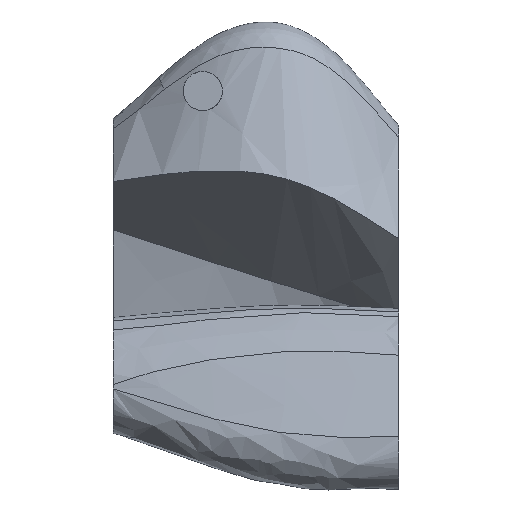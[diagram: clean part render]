
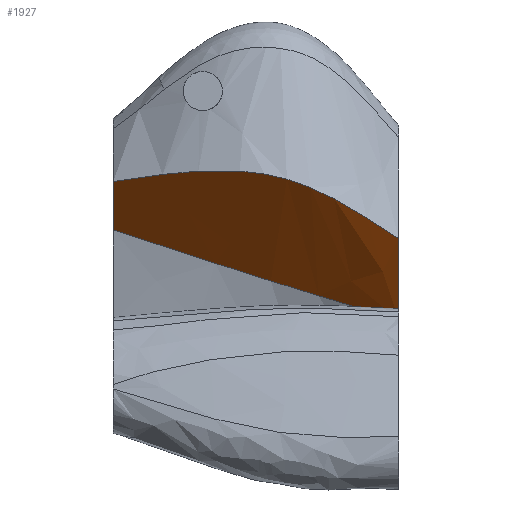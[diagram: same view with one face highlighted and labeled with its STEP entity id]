
A CAD part, left-side view. The second image highlights one B-rep face of the part: STEP entity #1927.
In plain terms, the highlighted free-form (B-spline) face has degree [1, 3] with [2, 5] control points.
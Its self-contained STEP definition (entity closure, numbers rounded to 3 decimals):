
#28 = VERTEX_POINT ( 'NONE', #1745 ) ;
#60 = CARTESIAN_POINT ( 'NONE',  ( 214.865, 2.485, -125.266 ) ) ;
#73 = VECTOR ( 'NONE', #1919, 1000. ) ;
#77 = VERTEX_POINT ( 'NONE', #937 ) ;
#105 = ORIENTED_EDGE ( 'NONE', *, *, #1605, .F. ) ;
#164 = LINE ( 'NONE', #2135, #2129 ) ;
#193 = CARTESIAN_POINT ( 'NONE',  ( 210.62, 28.651, -116.66 ) ) ;
#202 = CARTESIAN_POINT ( 'NONE',  ( 186.254, -29.087, -113.968 ) ) ;
#224 = ORIENTED_EDGE ( 'NONE', *, *, #971, .T. ) ;
#246 = B_SPLINE_SURFACE_WITH_KNOTS ( 'NONE', 1, 3, ( 
 ( #883, #193, #60, #362, #1725 ),
 ( #1553, #1227, #2063, #859, #202 ) ),
 .UNSPECIFIED., .F., .F., .F.,
 ( 2, 2 ),
 ( 4, 1, 4 ),
 ( 0., 1. ),
 ( 0., 0.573, 1. ),
 .UNSPECIFIED. ) ;
#362 = CARTESIAN_POINT ( 'NONE',  ( 206.377, -19.637, -131.812 ) ) ;
#485 = ORIENTED_EDGE ( 'NONE', *, *, #858, .T. ) ;
#511 = CARTESIAN_POINT ( 'NONE',  ( 210.62, 28.651, -116.66 ) ) ;
#552 = VERTEX_POINT ( 'NONE', #1710 ) ;
#562 = CARTESIAN_POINT ( 'NONE',  ( 186.254, -29.087, -113.968 ) ) ;
#592 = CARTESIAN_POINT ( 'NONE',  ( 172.933, 2.485, -93.123 ) ) ;
#858 = EDGE_CURVE ( 'NONE', #552, #28, #1044, .T. ) ;
#859 = CARTESIAN_POINT ( 'NONE',  ( 182.267, -19.637, -107.729 ) ) ;
#883 = CARTESIAN_POINT ( 'NONE',  ( 208.189, 43.64, -111.73 ) ) ;
#916 = CARTESIAN_POINT ( 'NONE',  ( 185.866, 28.651, -97.126 ) ) ;
#937 = CARTESIAN_POINT ( 'NONE',  ( 193.274, 43.64, -99.419 ) ) ;
#971 = EDGE_CURVE ( 'NONE', #77, #552, #164, .T. ) ;
#1044 = B_SPLINE_CURVE_WITH_KNOTS ( 'NONE', 3,
 ( #1693, #511, #1863, #1174, #1868 ),
 .UNSPECIFIED., .F., .F.,
 ( 4, 1, 4 ),
 ( 0., 0.573, 1. ),
 .UNSPECIFIED. ) ;
#1099 = DIRECTION ( 'NONE',  ( 0.771, 0., -0.637 ) ) ;
#1144 = VERTEX_POINT ( 'NONE', #1378 ) ;
#1174 = CARTESIAN_POINT ( 'NONE',  ( 206.377, -19.637, -131.812 ) ) ;
#1227 = CARTESIAN_POINT ( 'NONE',  ( 185.866, 28.651, -97.126 ) ) ;
#1228 = EDGE_LOOP ( 'NONE', ( #224, #485, #1873, #105 ) ) ;
#1245 = FACE_OUTER_BOUND ( 'NONE', #1228, .T. ) ;
#1378 = CARTESIAN_POINT ( 'NONE',  ( 186.254, -29.087, -113.968 ) ) ;
#1395 = EDGE_CURVE ( 'NONE', #1144, #28, #1572, .T. ) ;
#1553 = CARTESIAN_POINT ( 'NONE',  ( 193.274, 43.64, -99.419 ) ) ;
#1572 = LINE ( 'NONE', #562, #73 ) ;
#1605 = EDGE_CURVE ( 'NONE', #77, #1144, #1742, .T. ) ;
#1613 = CARTESIAN_POINT ( 'NONE',  ( 186.254, -29.087, -113.968 ) ) ;
#1693 = CARTESIAN_POINT ( 'NONE',  ( 208.189, 43.64, -111.73 ) ) ;
#1710 = CARTESIAN_POINT ( 'NONE',  ( 208.189, 43.64, -111.73 ) ) ;
#1725 = CARTESIAN_POINT ( 'NONE',  ( 202.751, -29.087, -134.608 ) ) ;
#1742 = B_SPLINE_CURVE_WITH_KNOTS ( 'NONE', 3,
 ( #1966, #916, #592, #2117, #1613 ),
 .UNSPECIFIED., .F., .F.,
 ( 4, 1, 4 ),
 ( 0., 0.573, 1. ),
 .UNSPECIFIED. ) ;
#1745 = CARTESIAN_POINT ( 'NONE',  ( 202.751, -29.087, -134.608 ) ) ;
#1863 = CARTESIAN_POINT ( 'NONE',  ( 214.865, 2.485, -125.266 ) ) ;
#1868 = CARTESIAN_POINT ( 'NONE',  ( 202.751, -29.087, -134.608 ) ) ;
#1873 = ORIENTED_EDGE ( 'NONE', *, *, #1395, .F. ) ;
#1919 = DIRECTION ( 'NONE',  ( 0.624, 0., -0.781 ) ) ;
#1927 = ADVANCED_FACE ( 'NONE', ( #1245 ), #246, .F. ) ;
#1966 = CARTESIAN_POINT ( 'NONE',  ( 193.274, 43.64, -99.419 ) ) ;
#2063 = CARTESIAN_POINT ( 'NONE',  ( 172.933, 2.485, -93.123 ) ) ;
#2117 = CARTESIAN_POINT ( 'NONE',  ( 182.267, -19.637, -107.729 ) ) ;
#2129 = VECTOR ( 'NONE', #1099, 1000. ) ;
#2135 = CARTESIAN_POINT ( 'NONE',  ( 193.274, 43.64, -99.419 ) ) ;
